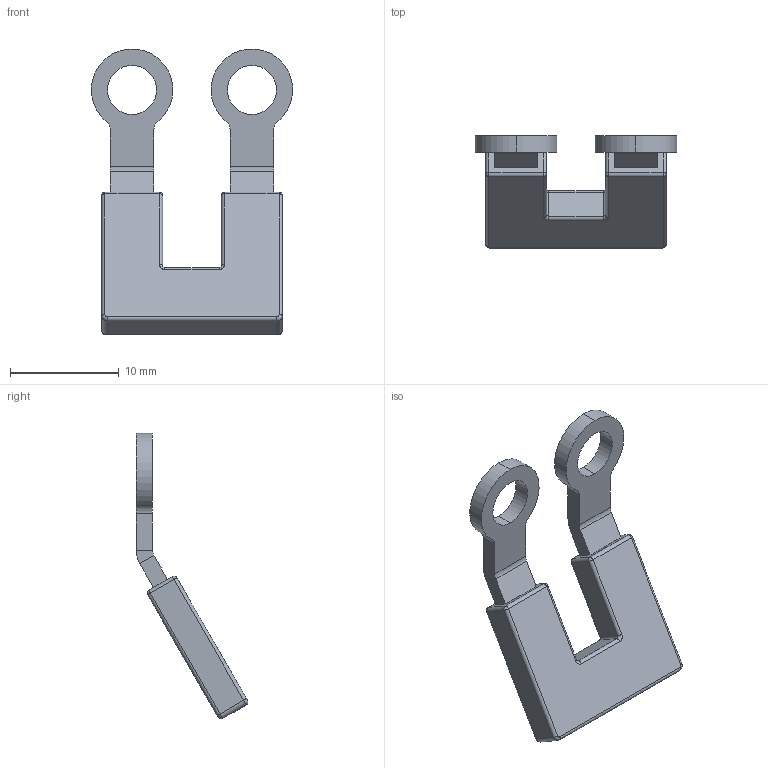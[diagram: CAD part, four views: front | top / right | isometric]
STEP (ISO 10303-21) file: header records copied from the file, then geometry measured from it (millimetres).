
FILE_DESCRIPTION (( 'STEP AP214' ), '1' );
FILE_NAME ('TKO_PB 6_2.STP', '2013-06-19T08:01:53', ( 'gurcan' ), ( '' ), 'SwSTEP 2.0', 'SolidWorks 2013', '' );
FILE_SCHEMA (( 'AUTOMOTIVE_DESIGN' ));
Length unit declared in the file: millimetre
Products named in the file (1): TKO_PB 6_2
Bounding box: 18.48 x 10.28 x 26.26 mm (x, y, z)
Volume: 730.2 mm3; surface area: 933.8 mm2
Topology: 1 solids, 1 shells, 86 faces, 198 edges, 108 vertices
Faces by surface type: cylinder 40, plane 30, torus 8, sphere 8
Entity records: 3322 total; most frequent: DIRECTION 452, CARTESIAN_POINT 385, ORIENTED_EDGE 380, EDGE_CURVE 190, AXIS2_PLACEMENT_3D 175, VERTEX_POINT 108, VECTOR 102, LINE 102
